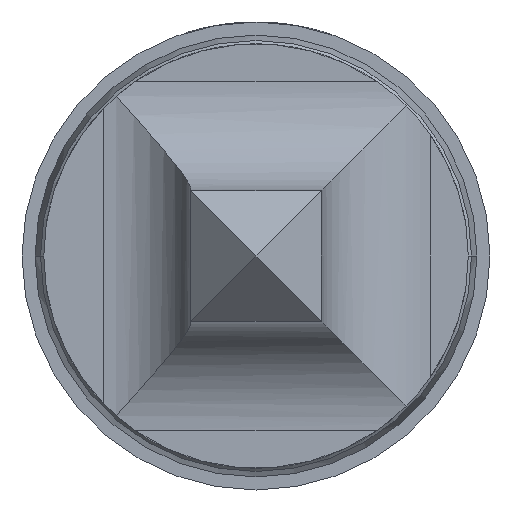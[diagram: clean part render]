
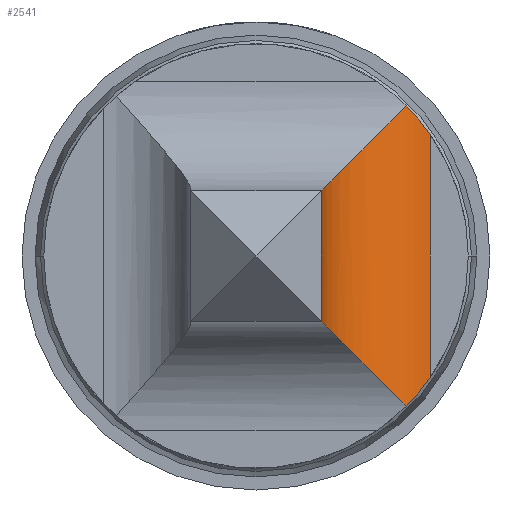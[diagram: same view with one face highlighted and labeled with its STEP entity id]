
A CAD part, front view. The second image highlights one B-rep face of the part: STEP entity #2541.
In plain terms, the highlighted cylindrical face has radius 0.5 mm (diameter 1 mm), a partial arc.
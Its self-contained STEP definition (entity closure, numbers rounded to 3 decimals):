
#20 = CARTESIAN_POINT ( 'NONE',  ( 0.689, -15.012, 0.689 ) ) ;
#27 = CARTESIAN_POINT ( 'NONE',  ( 0.3, -15.5, -0.3 ) ) ;
#123 = EDGE_CURVE ( 'Defeature ausgef�hrt3_3+Defeature ausgef�hrt3_22+Defeature ausgef�hrt3_16+Defeature ausgef�hrt3_16', #731, #1716, #2360, .T. ) ;
#219 = VECTOR ( 'NONE', #1907, 1000. ) ;
#425 = EDGE_CURVE ( 'Defeature ausgef�hrt3_18+Defeature ausgef�hrt3_22+Defeature ausgef�hrt3_21+Defeature ausgef�hrt3_19', #519, #3356, #963, .T. ) ;
#519 = VERTEX_POINT ( 'NONE', #563 ) ;
#563 = CARTESIAN_POINT ( 'NONE',  ( 0.3, -15.5, -0.3 ) ) ;
#688 = EDGE_CURVE ( 'Defeature ausgef�hrt3_22+Defeature ausgef�hrt3_16+Defeature ausgef�hrt3_3+Defeature ausgef�hrt3_24', #731, #2381, #839, .T. ) ;
#731 = VERTEX_POINT ( 'NONE', #2949 ) ;
#799 = DIRECTION ( 'NONE',  ( 0., 0., 1. ) ) ;
#839 = B_SPLINE_CURVE_WITH_KNOTS ( 'NONE', 3,
 ( #2916, #1789, #1473, #20 ),
 .UNSPECIFIED., .F., .F.,
 ( 4, 4 ),
 ( 0., 0. ),
 .UNSPECIFIED. ) ;
#863 = EDGE_CURVE ( 'Defeature ausgef�hrt3_16+Defeature ausgef�hrt3_22+Defeature ausgef�hrt3_3+Defeature ausgef�hrt3_23', #1716, #867, #3504, .T. ) ;
#867 = VERTEX_POINT ( 'NONE', #1891 ) ;
#963 = LINE ( 'NONE', #975, #219 ) ;
#975 = CARTESIAN_POINT ( 'NONE',  ( 0.3, -15.5, -0.3 ) ) ;
#1185 = CARTESIAN_POINT ( 'NONE',  ( 0.452, -15.066, -0.452 ) ) ;
#1204 = ORIENTED_EDGE ( 'NONE', *, *, #123, .F. ) ;
#1226 =( BOUNDED_CURVE ( )  B_SPLINE_CURVE ( 3, ( #1730, #2855, #3749, #1408 ),
 .UNSPECIFIED., .F., .T. ) 
 B_SPLINE_CURVE_WITH_KNOTS ( ( 4, 4 ),
 ( 1.794, 3.142 ),
 .UNSPECIFIED. ) 
 CURVE ( )  GEOMETRIC_REPRESENTATION_ITEM ( )  RATIONAL_B_SPLINE_CURVE ( ( 1., 0.854, 0.854, 1. ) ) 
 REPRESENTATION_ITEM ( '' )  );
#1408 = CARTESIAN_POINT ( 'NONE',  ( 0.3, -15.5, 0.3 ) ) ;
#1473 = CARTESIAN_POINT ( 'NONE',  ( 0.73, -15.003, 0.649 ) ) ;
#1492 = CARTESIAN_POINT ( 'NONE',  ( 0.689, -15.012, -0.689 ) ) ;
#1495 = EDGE_CURVE ( 'Defeature ausgef�hrt3_22+Defeature ausgef�hrt3_24+Defeature ausgef�hrt3_16+Defeature ausgef�hrt3_18', #2381, #3356, #1226, .T. ) ;
#1592 = EDGE_CURVE ( 'Defeature ausgef�hrt3_22+Defeature ausgef�hrt3_23+Defeature ausgef�hrt3_18+Defeature ausgef�hrt3_16', #519, #867, #2426, .T. ) ;
#1716 = VERTEX_POINT ( 'NONE', #2157 ) ;
#1730 = CARTESIAN_POINT ( 'NONE',  ( 0.689, -15.012, 0.689 ) ) ;
#1789 = CARTESIAN_POINT ( 'NONE',  ( 0.767, -15., 0.605 ) ) ;
#1873 = CARTESIAN_POINT ( 'NONE',  ( 0.8, -15., -0.557 ) ) ;
#1891 = CARTESIAN_POINT ( 'NONE',  ( 0.689, -15.012, -0.689 ) ) ;
#1902 = CARTESIAN_POINT ( 'NONE',  ( 0.767, -15., -0.605 ) ) ;
#1907 = DIRECTION ( 'NONE',  ( 0., 0., 1. ) ) ;
#1946 = FACE_OUTER_BOUND ( 'NONE', #2073, .T. ) ;
#1965 = CARTESIAN_POINT ( 'NONE',  ( 0.689, -15.012, 0.689 ) ) ;
#2059 = CARTESIAN_POINT ( 'NONE',  ( 0.3, -15.256, -0.3 ) ) ;
#2073 = EDGE_LOOP ( 'NONE', ( #2100, #2886, #3571, #1204, #3263, #2480 ) ) ;
#2100 = ORIENTED_EDGE ( 'NONE', *, *, #425, .F. ) ;
#2157 = CARTESIAN_POINT ( 'NONE',  ( 0.8, -15., -0.557 ) ) ;
#2195 = CARTESIAN_POINT ( 'NONE',  ( 0.689, -15.012, -0.689 ) ) ;
#2360 = LINE ( 'NONE', #3363, #3402 ) ;
#2381 = VERTEX_POINT ( 'NONE', #1965 ) ;
#2426 =( BOUNDED_CURVE ( )  B_SPLINE_CURVE ( 3, ( #27, #2059, #1185, #1492 ),
 .UNSPECIFIED., .F., .T. ) 
 B_SPLINE_CURVE_WITH_KNOTS ( ( 4, 4 ),
 ( 0., 1.348 ),
 .UNSPECIFIED. ) 
 CURVE ( )  GEOMETRIC_REPRESENTATION_ITEM ( )  RATIONAL_B_SPLINE_CURVE ( ( 1., 0.854, 0.854, 1. ) ) 
 REPRESENTATION_ITEM ( '' )  );
#2480 = ORIENTED_EDGE ( 'NONE', *, *, #1495, .T. ) ;
#2541 = ADVANCED_FACE ( 'Defeature ausgef�hrt3_22', ( #1946 ), #3046, .F. ) ;
#2547 = CARTESIAN_POINT ( 'NONE',  ( 0.8, -15.5, -0.3 ) ) ;
#2762 = CARTESIAN_POINT ( 'NONE',  ( 0.73, -15.003, -0.649 ) ) ;
#2785 = DIRECTION ( 'NONE',  ( 0., 0., -1. ) ) ;
#2840 = CARTESIAN_POINT ( 'NONE',  ( 0.3, -15.5, 0.3 ) ) ;
#2855 = CARTESIAN_POINT ( 'NONE',  ( 0.452, -15.066, 0.452 ) ) ;
#2886 = ORIENTED_EDGE ( 'NONE', *, *, #1592, .T. ) ;
#2916 = CARTESIAN_POINT ( 'NONE',  ( 0.8, -15., 0.557 ) ) ;
#2949 = CARTESIAN_POINT ( 'NONE',  ( 0.8, -15., 0.557 ) ) ;
#3046 = CYLINDRICAL_SURFACE ( 'NONE', #3670, 0.5 ) ;
#3132 = DIRECTION ( 'NONE',  ( 1., 0., 0. ) ) ;
#3263 = ORIENTED_EDGE ( 'NONE', *, *, #688, .T. ) ;
#3356 = VERTEX_POINT ( 'NONE', #2840 ) ;
#3363 = CARTESIAN_POINT ( 'NONE',  ( 0.8, -15., 0. ) ) ;
#3402 = VECTOR ( 'NONE', #2785, 1000. ) ;
#3504 = B_SPLINE_CURVE_WITH_KNOTS ( 'NONE', 3,
 ( #1873, #1902, #2762, #2195 ),
 .UNSPECIFIED., .F., .F.,
 ( 4, 4 ),
 ( 0., 0. ),
 .UNSPECIFIED. ) ;
#3571 = ORIENTED_EDGE ( 'NONE', *, *, #863, .F. ) ;
#3670 = AXIS2_PLACEMENT_3D ( 'NONE', #2547, #799, #3132 ) ;
#3749 = CARTESIAN_POINT ( 'NONE',  ( 0.3, -15.256, 0.3 ) ) ;
